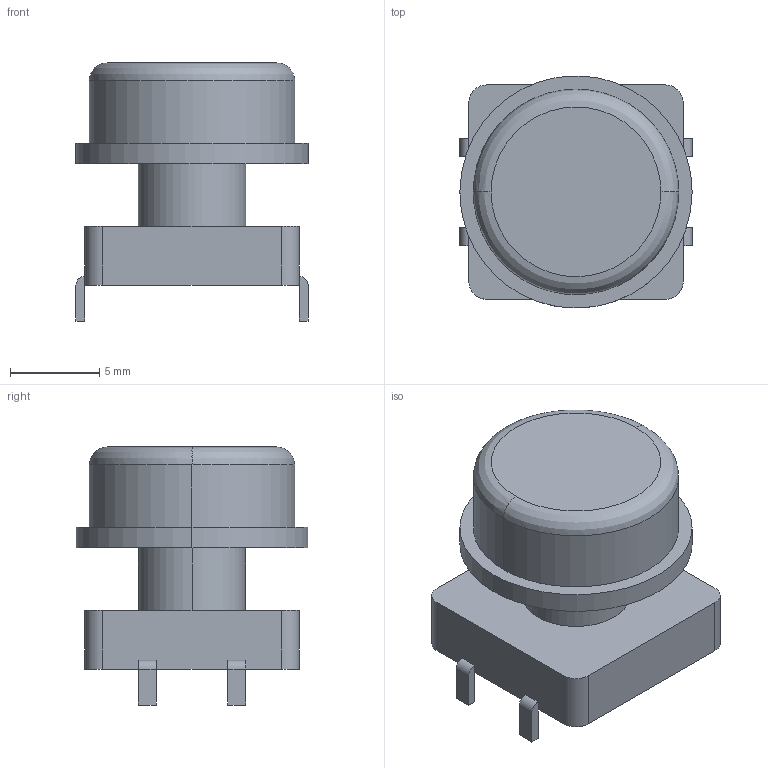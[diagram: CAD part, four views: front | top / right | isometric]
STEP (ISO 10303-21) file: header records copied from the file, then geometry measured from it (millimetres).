
FILE_DESCRIPTION(/* description */ (''),/* implementation_level */ '2;1');
FILE_NAME(/* name */ 'SW_PUS~3',/* time_stamp */ '2022-02-26T21:38:36+02:00',/* author */ (''),/* organization */ (''),/* preprocessor_version */ 'ST-DEVELOPER v16.5',/* originating_system */ '',/* authorisation */ '');
FILE_SCHEMA (('AUTOMOTIVE_DESIGN'));
Length unit declared in the file: millimetre
Products named in the file (1): Document
Bounding box: 13 x 12.97 x 14.45 mm (x, y, z)
Volume: 1190.1 mm3; surface area: 997.1 mm2
Topology: 6 solids, 6 shells, 46 faces, 94 edges, 62 vertices
Faces by surface type: bspline 32, plane 14
Entity records: 1177 total; most frequent: CARTESIAN_POINT 592, ORIENTED_EDGE 188, EDGE_CURVE 94, VERTEX_POINT 62, EDGE_LOOP 48, ADVANCED_FACE 46, FACE_OUTER_BOUND 46, DIRECTION 18
